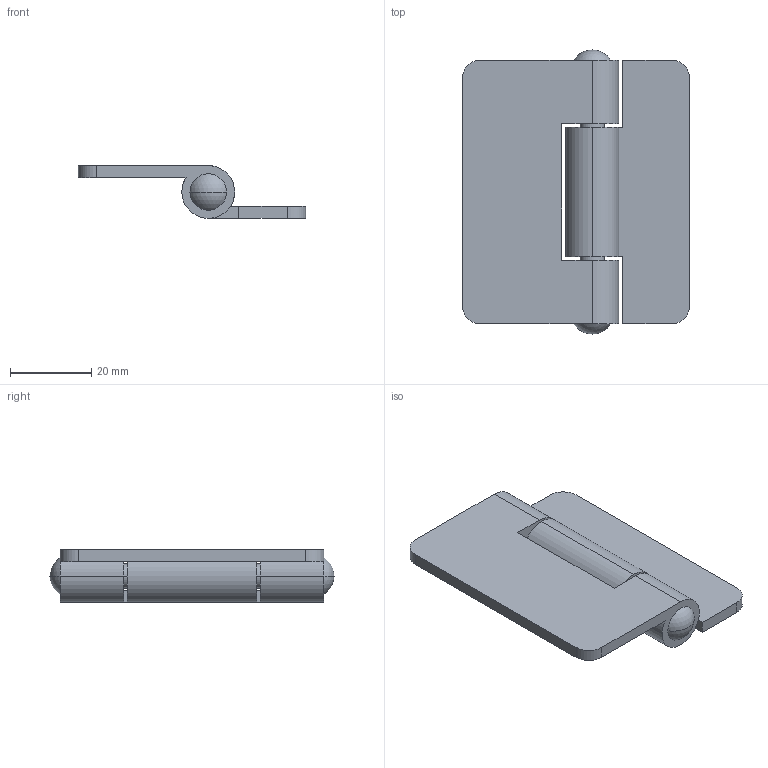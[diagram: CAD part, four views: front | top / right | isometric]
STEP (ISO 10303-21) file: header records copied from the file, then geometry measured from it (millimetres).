
FILE_DESCRIPTION (( 'STEP AP203' ), '1' );
FILE_NAME ('B-2-B-1.STEP', '2008-11-05T10:26:37', ( ' ' ), ( ' ' ), 'SwSTEP 2.0', 'SolidWorks 2007', '' );
FILE_SCHEMA (( 'CONFIG_CONTROL_DESIGN' ));
Length unit declared in the file: millimetre
Products named in the file (4): B-2-B-1; B-2-B-1僔儍僼僩_棉太倌; B-2-B-1咁毆B_蹬怮椔; B-2-B-1咁毆A_蹬怮椔
Assembly tree (3 placements, depth 2):
  B-2-B-1
    B-2-B-1咁毆B_蹬怮椔
    B-2-B-1僔儍僼僩_棉太倌
    B-2-B-1咁毆A_蹬怮椔
Bounding box: 56 x 70 x 13 mm (x, y, z)
Volume: 17086.9 mm3; surface area: 12280 mm2
Topology: 3 solids, 3 shells, 43 faces, 107 edges, 72 vertices
Faces by surface type: cylinder 20, plane 19, sphere 4
Entity records: 1731 total; most frequent: DIRECTION 253, CARTESIAN_POINT 228, ORIENTED_EDGE 214, EDGE_CURVE 107, AXIS2_PLACEMENT_3D 97, VERTEX_POINT 72, VECTOR 59, LINE 59
